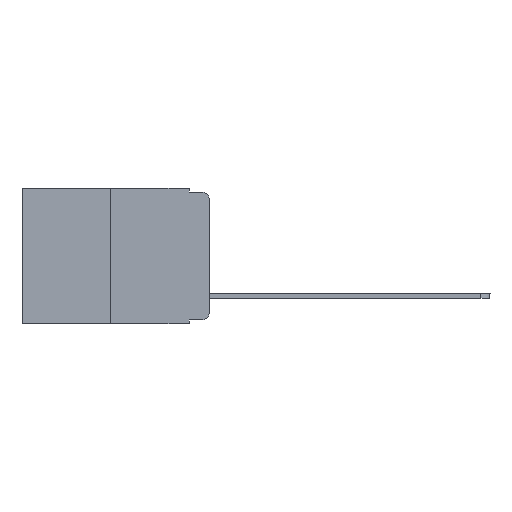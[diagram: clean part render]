
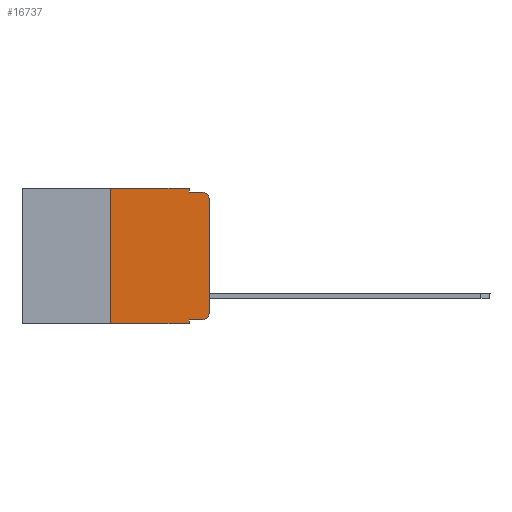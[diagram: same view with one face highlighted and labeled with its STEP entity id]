
A CAD part, left-side view. The second image highlights one B-rep face of the part: STEP entity #16737.
In plain terms, the highlighted planar face has unit normal (-1, 0, 0).
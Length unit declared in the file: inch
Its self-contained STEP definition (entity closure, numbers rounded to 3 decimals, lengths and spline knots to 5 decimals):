
#226 = DIRECTION ( 'NONE',  ( -1., 0., 0. ) ) ;
#615 = VERTEX_POINT ( 'NONE', #6195 ) ;
#849 = VERTEX_POINT ( 'NONE', #5549 ) ;
#1078 = ORIENTED_EDGE ( 'NONE', *, *, #2609, .F. ) ;
#1503 = VECTOR ( 'NONE', #3929, 39.37008 ) ;
#1564 = DIRECTION ( 'NONE',  ( 0., 0., 1. ) ) ;
#2424 = CARTESIAN_POINT ( 'NONE',  ( 0., 0.25, 0. ) ) ;
#2512 = EDGE_CURVE ( 'NONE', #15921, #19953, #14884, .T. ) ;
#2532 = LINE ( 'NONE', #2424, #1503 ) ;
#2565 = ORIENTED_EDGE ( 'NONE', *, *, #20228, .F. ) ;
#2609 = EDGE_CURVE ( 'NONE', #9326, #615, #20291, .T. ) ;
#2895 = EDGE_CURVE ( 'NONE', #849, #5062, #14854, .T. ) ;
#3312 = CARTESIAN_POINT ( 'NONE',  ( 0., 0.02, -0.03 ) ) ;
#3508 = CARTESIAN_POINT ( 'NONE',  ( 0., 0.25, -0.343 ) ) ;
#3691 = VERTEX_POINT ( 'NONE', #3508 ) ;
#3724 = VERTEX_POINT ( 'NONE', #5318 ) ;
#3808 = EDGE_CURVE ( 'NONE', #3691, #9326, #2532, .T. ) ;
#3924 = LINE ( 'NONE', #10431, #11508 ) ;
#3929 = DIRECTION ( 'NONE',  ( 0., 0., 1. ) ) ;
#3991 = CARTESIAN_POINT ( 'NONE',  ( 0., 0.051, -0.333 ) ) ;
#4029 = DIRECTION ( 'NONE',  ( 0., 0., -1. ) ) ;
#4359 = PLANE ( 'NONE',  #17730 ) ;
#4678 = DIRECTION ( 'NONE',  ( 1., 0., 0. ) ) ;
#4870 = CARTESIAN_POINT ( 'NONE',  ( 0., 0.02, -0.333 ) ) ;
#4878 = VECTOR ( 'NONE', #10921, 39.37008 ) ;
#5023 = DIRECTION ( 'NONE',  ( 0., 0., -1. ) ) ;
#5062 = VERTEX_POINT ( 'NONE', #9205 ) ;
#5318 = CARTESIAN_POINT ( 'NONE',  ( 0., 0.02, -0.01 ) ) ;
#5549 = CARTESIAN_POINT ( 'NONE',  ( 0., 0., -0.313 ) ) ;
#6008 = CARTESIAN_POINT ( 'NONE',  ( 0., 0.051, 0. ) ) ;
#6195 = CARTESIAN_POINT ( 'NONE',  ( 0., 0.051, 0. ) ) ;
#6227 = DIRECTION ( 'NONE',  ( 0., -1., 0. ) ) ;
#6796 = CARTESIAN_POINT ( 'NONE',  ( 0., 0.051, -0.333 ) ) ;
#7748 = DIRECTION ( 'NONE',  ( 0., 0., -1. ) ) ;
#8065 = ORIENTED_EDGE ( 'NONE', *, *, #15861, .F. ) ;
#8123 = VECTOR ( 'NONE', #10644, 39.37008 ) ;
#8408 = CIRCLE ( 'NONE', #18241, 0.02 ) ;
#8844 = FACE_OUTER_BOUND ( 'NONE', #16906, .T. ) ;
#8851 = VERTEX_POINT ( 'NONE', #13893 ) ;
#8907 = VECTOR ( 'NONE', #6227, 39.37008 ) ;
#8931 = EDGE_CURVE ( 'NONE', #5062, #3724, #8408, .T. ) ;
#9144 = EDGE_CURVE ( 'NONE', #19953, #849, #16234, .T. ) ;
#9205 = CARTESIAN_POINT ( 'NONE',  ( 0., 0., -0.03 ) ) ;
#9326 = VERTEX_POINT ( 'NONE', #12459 ) ;
#9684 = CARTESIAN_POINT ( 'NONE',  ( 0., 0., 0. ) ) ;
#9754 = EDGE_CURVE ( 'NONE', #15921, #12171, #3924, .T. ) ;
#10249 = CARTESIAN_POINT ( 'NONE',  ( 0., 0.02, -0.313 ) ) ;
#10431 = CARTESIAN_POINT ( 'NONE',  ( 0., 0.051, 0. ) ) ;
#10644 = DIRECTION ( 'NONE',  ( 0., -1., 0. ) ) ;
#10921 = DIRECTION ( 'NONE',  ( 0., 0., -1. ) ) ;
#10927 = LINE ( 'NONE', #15900, #8907 ) ;
#11111 = DIRECTION ( 'NONE',  ( -1., 0., 0. ) ) ;
#11508 = VECTOR ( 'NONE', #4029, 39.37008 ) ;
#12171 = VERTEX_POINT ( 'NONE', #19369 ) ;
#12459 = CARTESIAN_POINT ( 'NONE',  ( 0., 0.25, 0. ) ) ;
#12514 = VECTOR ( 'NONE', #17755, 39.37008 ) ;
#13827 = ORIENTED_EDGE ( 'NONE', *, *, #8931, .T. ) ;
#13850 = AXIS2_PLACEMENT_3D ( 'NONE', #10249, #226, #5023 ) ;
#13893 = CARTESIAN_POINT ( 'NONE',  ( 0., 0.051, -0.01 ) ) ;
#13921 = ORIENTED_EDGE ( 'NONE', *, *, #9144, .T. ) ;
#13938 = ORIENTED_EDGE ( 'NONE', *, *, #3808, .F. ) ;
#14562 = CARTESIAN_POINT ( 'NONE',  ( 0., 0.473, -0.343 ) ) ;
#14590 = DIRECTION ( 'NONE',  ( 0., 0., -1. ) ) ;
#14662 = DIRECTION ( 'NONE',  ( 0., -1., 0. ) ) ;
#14854 = LINE ( 'NONE', #9684, #20223 ) ;
#14884 = LINE ( 'NONE', #6796, #12514 ) ;
#15861 = EDGE_CURVE ( 'NONE', #615, #8851, #18656, .T. ) ;
#15900 = CARTESIAN_POINT ( 'NONE',  ( 0., 0.051, -0.01 ) ) ;
#15921 = VERTEX_POINT ( 'NONE', #3991 ) ;
#16234 = CIRCLE ( 'NONE', #13850, 0.02 ) ;
#16737 = ADVANCED_FACE ( 'NONE', ( #8844 ), #4359, .F. ) ;
#16906 = EDGE_LOOP ( 'NONE', ( #18575, #13827, #2565, #8065, #1078, #13938, #18159, #17739, #19635, #13921 ) ) ;
#16935 = EDGE_CURVE ( 'NONE', #3691, #12171, #17947, .T. ) ;
#17068 = VECTOR ( 'NONE', #14662, 39.37008 ) ;
#17730 = AXIS2_PLACEMENT_3D ( 'NONE', #20416, #4678, #7748 ) ;
#17739 = ORIENTED_EDGE ( 'NONE', *, *, #9754, .F. ) ;
#17755 = DIRECTION ( 'NONE',  ( 0., -1., 0. ) ) ;
#17947 = LINE ( 'NONE', #14562, #17068 ) ;
#18159 = ORIENTED_EDGE ( 'NONE', *, *, #16935, .T. ) ;
#18241 = AXIS2_PLACEMENT_3D ( 'NONE', #3312, #11111, #14590 ) ;
#18575 = ORIENTED_EDGE ( 'NONE', *, *, #2895, .T. ) ;
#18656 = LINE ( 'NONE', #6008, #4878 ) ;
#19369 = CARTESIAN_POINT ( 'NONE',  ( 0., 0.051, -0.343 ) ) ;
#19635 = ORIENTED_EDGE ( 'NONE', *, *, #2512, .T. ) ;
#19953 = VERTEX_POINT ( 'NONE', #4870 ) ;
#19974 = CARTESIAN_POINT ( 'NONE',  ( 0., 0.473, 0. ) ) ;
#20223 = VECTOR ( 'NONE', #1564, 39.37008 ) ;
#20228 = EDGE_CURVE ( 'NONE', #8851, #3724, #10927, .T. ) ;
#20291 = LINE ( 'NONE', #19974, #8123 ) ;
#20416 = CARTESIAN_POINT ( 'NONE',  ( 0., 0.473, 0. ) ) ;
